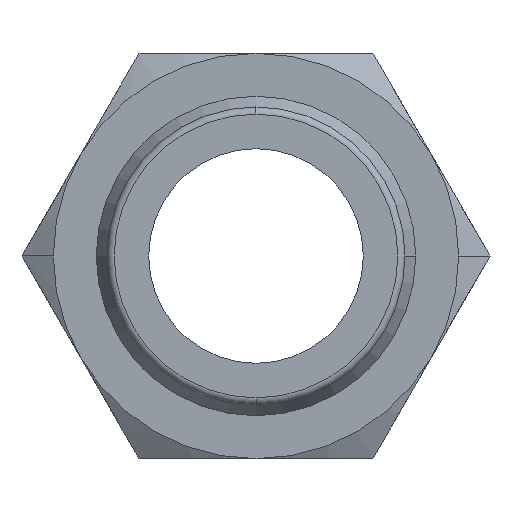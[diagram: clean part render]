
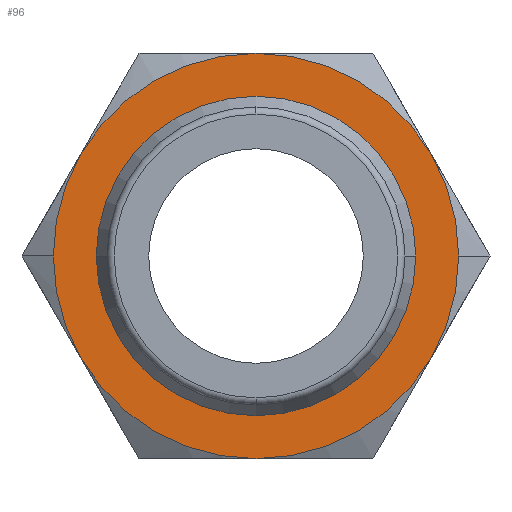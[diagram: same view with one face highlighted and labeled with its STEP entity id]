
A CAD part, front view. The second image highlights one B-rep face of the part: STEP entity #96.
In plain terms, the highlighted planar face has unit normal (0, -1, 0).
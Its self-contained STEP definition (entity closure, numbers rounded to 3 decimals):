
#96=ADVANCED_FACE('',(#215,#216),#217,.T.);
#215=FACE_OUTER_BOUND('',#352,.T.);
#216=FACE_BOUND('',#353,.T.);
#217=PLANE('',#354);
#352=EDGE_LOOP('',(#565,#566,#567,#568,#569,#570,#571,#572));
#353=EDGE_LOOP('',(#573,#574));
#354=AXIS2_PLACEMENT_3D('',#575,#576,#577);
#565=ORIENTED_EDGE('',*,*,#856,.T.);
#566=ORIENTED_EDGE('',*,*,#857,.T.);
#567=ORIENTED_EDGE('',*,*,#858,.T.);
#568=ORIENTED_EDGE('',*,*,#859,.T.);
#569=ORIENTED_EDGE('',*,*,#860,.T.);
#570=ORIENTED_EDGE('',*,*,#861,.T.);
#571=ORIENTED_EDGE('',*,*,#862,.T.);
#572=ORIENTED_EDGE('',*,*,#863,.T.);
#573=ORIENTED_EDGE('',*,*,#834,.F.);
#574=ORIENTED_EDGE('',*,*,#864,.F.);
#575=CARTESIAN_POINT('',(-4.25,14.0,0.0));
#576=DIRECTION('',(0.,-1.0,0.0));
#577=DIRECTION('',(-1.0,0.,0.0));
#834=EDGE_CURVE('',#998,#994,#1000,.T.);
#856=EDGE_CURVE('',#1031,#1032,#1033,.T.);
#857=EDGE_CURVE('',#1032,#1034,#1035,.T.);
#858=EDGE_CURVE('',#1034,#1036,#1037,.T.);
#859=EDGE_CURVE('',#1036,#1038,#1039,.T.);
#860=EDGE_CURVE('',#1038,#1040,#1041,.T.);
#861=EDGE_CURVE('',#1040,#1016,#1042,.T.);
#862=EDGE_CURVE('',#1016,#1043,#1044,.T.);
#863=EDGE_CURVE('',#1043,#1031,#1045,.T.);
#864=EDGE_CURVE('',#994,#998,#1046,.T.);
#994=VERTEX_POINT('',#1192);
#998=VERTEX_POINT('',#1197);
#1000=CIRCLE('',#1200,6.7);
#1016=VERTEX_POINT('',#1222);
#1031=VERTEX_POINT('',#1263);
#1032=VERTEX_POINT('',#1264);
#1033=CIRCLE('',#1265,8.5);
#1034=VERTEX_POINT('',#1266);
#1035=CIRCLE('',#1267,8.5);
#1036=VERTEX_POINT('',#1268);
#1037=CIRCLE('',#1269,8.5);
#1038=VERTEX_POINT('',#1270);
#1039=CIRCLE('',#1271,8.5);
#1040=VERTEX_POINT('',#1272);
#1041=CIRCLE('',#1273,8.5);
#1042=CIRCLE('',#1274,8.5);
#1043=VERTEX_POINT('',#1275);
#1044=CIRCLE('',#1276,8.5);
#1045=CIRCLE('',#1277,8.5);
#1046=CIRCLE('',#1278,6.7);
#1192=CARTESIAN_POINT('',(6.7,14.0,0.));
#1197=CARTESIAN_POINT('',(-6.7,14.0,0.));
#1200=AXIS2_PLACEMENT_3D('',#1546,#1547,#1548);
#1222=CARTESIAN_POINT('',(7.361,14.0,4.25));
#1263=CARTESIAN_POINT('',(-7.361,14.0,4.25));
#1264=CARTESIAN_POINT('',(-8.5,14.0,0.));
#1265=AXIS2_PLACEMENT_3D('',#1571,#1572,#1573);
#1266=CARTESIAN_POINT('',(-7.361,14.0,-4.25));
#1267=AXIS2_PLACEMENT_3D('',#1574,#1575,#1576);
#1268=CARTESIAN_POINT('',(0.,14.0,-8.5));
#1269=AXIS2_PLACEMENT_3D('',#1577,#1578,#1579);
#1270=CARTESIAN_POINT('',(7.361,14.0,-4.25));
#1271=AXIS2_PLACEMENT_3D('',#1580,#1581,#1582);
#1272=CARTESIAN_POINT('',(8.5,14.0,0.));
#1273=AXIS2_PLACEMENT_3D('',#1583,#1584,#1585);
#1274=AXIS2_PLACEMENT_3D('',#1586,#1587,#1588);
#1275=CARTESIAN_POINT('',(0.,14.0,8.5));
#1276=AXIS2_PLACEMENT_3D('',#1589,#1590,#1591);
#1277=AXIS2_PLACEMENT_3D('',#1592,#1593,#1594);
#1278=AXIS2_PLACEMENT_3D('',#1595,#1596,#1597);
#1546=CARTESIAN_POINT('',(0.0,14.0,0.0));
#1547=DIRECTION('',(0.,-1.0,0.0));
#1548=DIRECTION('',(1.0,0.,0.0));
#1571=CARTESIAN_POINT('',(0.,14.0,0.0));
#1572=DIRECTION('',(0.,-1.0,0.0));
#1573=DIRECTION('',(-1.0,0.,0.0));
#1574=CARTESIAN_POINT('',(0.,14.0,0.0));
#1575=DIRECTION('',(0.,-1.0,0.0));
#1576=DIRECTION('',(-1.0,0.,0.0));
#1577=CARTESIAN_POINT('',(0.,14.0,0.0));
#1578=DIRECTION('',(0.,-1.0,0.0));
#1579=DIRECTION('',(-1.0,0.,0.0));
#1580=CARTESIAN_POINT('',(0.,14.0,0.0));
#1581=DIRECTION('',(0.,-1.0,0.0));
#1582=DIRECTION('',(-1.0,0.,0.0));
#1583=CARTESIAN_POINT('',(0.,14.0,0.0));
#1584=DIRECTION('',(0.,-1.0,0.0));
#1585=DIRECTION('',(-1.0,0.,0.0));
#1586=CARTESIAN_POINT('',(0.,14.0,0.0));
#1587=DIRECTION('',(0.,-1.0,0.0));
#1588=DIRECTION('',(-1.0,0.,0.0));
#1589=CARTESIAN_POINT('',(0.,14.0,0.0));
#1590=DIRECTION('',(0.,-1.0,0.0));
#1591=DIRECTION('',(-1.0,0.,0.0));
#1592=CARTESIAN_POINT('',(0.,14.0,0.0));
#1593=DIRECTION('',(0.,-1.0,0.0));
#1594=DIRECTION('',(-1.0,0.,0.0));
#1595=CARTESIAN_POINT('',(0.0,14.0,0.0));
#1596=DIRECTION('',(0.,-1.0,0.0));
#1597=DIRECTION('',(1.0,0.,0.0));
